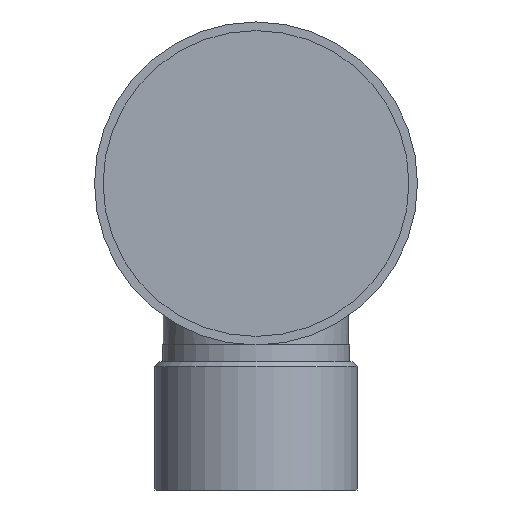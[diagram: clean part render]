
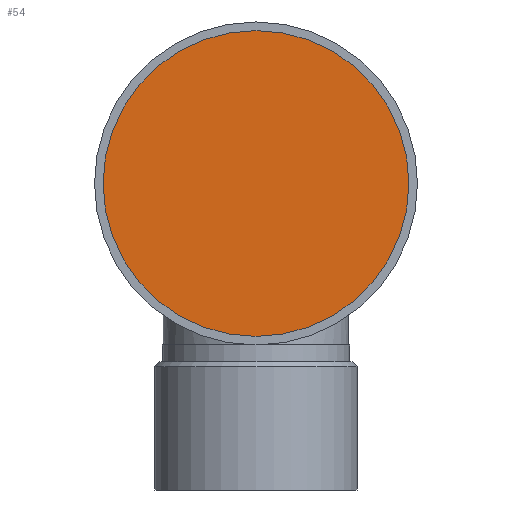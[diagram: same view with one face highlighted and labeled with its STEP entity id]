
A CAD part, front view. The second image highlights one B-rep face of the part: STEP entity #54.
In plain terms, the highlighted planar face has unit normal (0, -1, 0).
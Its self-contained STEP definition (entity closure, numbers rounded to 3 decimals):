
#54 = ADVANCED_FACE( '', ( #121 ), #122, .F. );
#121 = FACE_OUTER_BOUND( '', #206, .T. );
#122 = PLANE( '', #207 );
#206 = EDGE_LOOP( '', ( #295 ) );
#207 = AXIS2_PLACEMENT_3D( '', #296, #297, #298 );
#295 = ORIENTED_EDGE( '', *, *, #395, .F. );
#296 = CARTESIAN_POINT( '', ( 0., -71.5, 0. ) );
#297 = DIRECTION( '', ( 0., 1., 0. ) );
#298 = DIRECTION( '', ( 0., 0., 1. ) );
#395 = EDGE_CURVE( '', #441, #441, #442, .T. );
#441 = VERTEX_POINT( '', #628 );
#442 = CIRCLE( '', #629, 44.5 );
#628 = CARTESIAN_POINT( '', ( 44.5, -71.5, 0. ) );
#629 = AXIS2_PLACEMENT_3D( '', #684, #685, #686 );
#684 = CARTESIAN_POINT( '', ( 0., -71.5, 0. ) );
#685 = DIRECTION( '', ( 0., 1., 0. ) );
#686 = DIRECTION( '', ( 1., 0., 0. ) );
